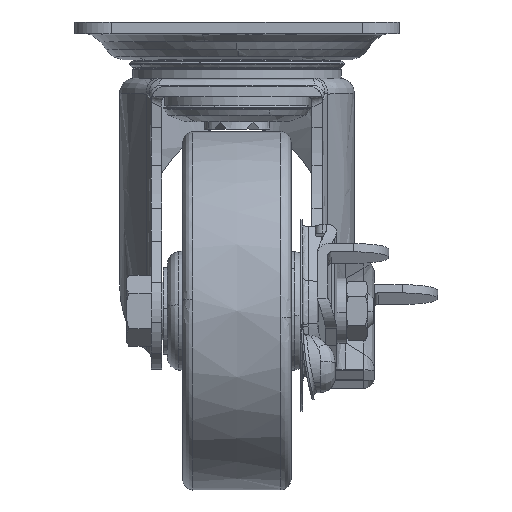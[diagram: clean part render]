
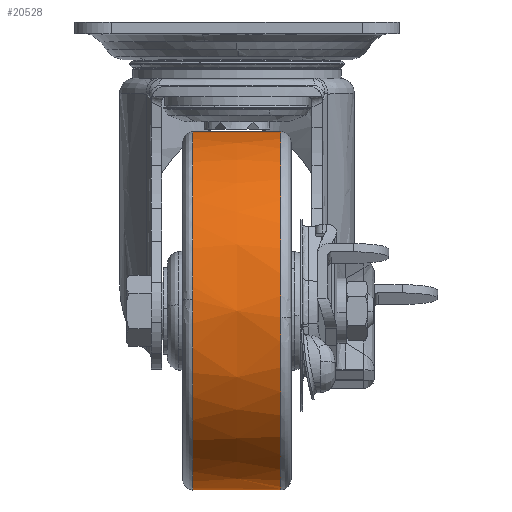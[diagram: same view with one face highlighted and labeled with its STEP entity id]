
A CAD part, left-side view. The second image highlights one B-rep face of the part: STEP entity #20528.
In plain terms, the highlighted free-form (B-spline) face has degree [2, 2] with [3, 7] control points.
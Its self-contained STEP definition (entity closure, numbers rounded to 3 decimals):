
#20239=CARTESIAN_POINT('',(-79.593,-12.183,-81.87));
#20240=VERTEX_POINT('',#20239);
#20254=CARTESIAN_POINT('',(-30.0,-12.183,-129.629));
#20255=VERTEX_POINT('',#20254);
#20256=CARTESIAN_POINT('',(-79.593,-12.183,-81.87));
#20257=CARTESIAN_POINT('',(-77.792,-12.183,-129.629));
#20258=CARTESIAN_POINT('',(-30.0,-12.183,-129.629));
#20266=(BOUNDED_CURVE()B_SPLINE_CURVE(2,(#20256,#20257,#20258),.UNSPECIFIED.,.F.,.U.)B_SPLINE_CURVE_WITH_KNOTS((3,3),(0.757,1.0),.UNSPECIFIED.)CURVE()GEOMETRIC_REPRESENTATION_ITEM()RATIONAL_B_SPLINE_CURVE((0.985,0.715,1.0))REPRESENTATION_ITEM(''));
#20267=EDGE_CURVE('',#20240,#20255,#20266,.T.);
#20335=CARTESIAN_POINT('',(-30.0,-12.183,-30.371));
#20336=VERTEX_POINT('',#20335);
#20350=CARTESIAN_POINT('',(-30.0,-12.183,-30.371));
#20351=CARTESIAN_POINT('',(-79.629,-12.183,-30.371));
#20352=CARTESIAN_POINT('',(-79.629,-12.183,-80.));
#20353=CARTESIAN_POINT('',(-79.629,-12.183,-80.936));
#20354=CARTESIAN_POINT('',(-79.593,-12.183,-81.87));
#20362=(BOUNDED_CURVE()B_SPLINE_CURVE(2,(#20350,#20351,#20352,#20353,#20354),.UNSPECIFIED.,.F.,.U.)B_SPLINE_CURVE_WITH_KNOTS((3,2,3),(0.5,0.75,0.757),.UNSPECIFIED.)CURVE()GEOMETRIC_REPRESENTATION_ITEM()RATIONAL_B_SPLINE_CURVE((1.0,0.707,1.0,0.992,0.985))REPRESENTATION_ITEM(''));
#20363=EDGE_CURVE('',#20336,#20240,#20362,.T.);
#20398=CARTESIAN_POINT('',(-30.0,12.183,-129.629));
#20399=VERTEX_POINT('',#20398);
#20400=CARTESIAN_POINT('',(-30.,-12.183,-129.629));
#20401=CARTESIAN_POINT('',(-30.0,0.,-130.372));
#20402=CARTESIAN_POINT('',(-30.0,12.183,-129.629));
#20410=(BOUNDED_CURVE()B_SPLINE_CURVE(2,(#20400,#20401,#20402),.UNSPECIFIED.,.F.,.U.)B_SPLINE_CURVE_WITH_KNOTS((3,3),(0.46,0.54),.UNSPECIFIED.)CURVE()GEOMETRIC_REPRESENTATION_ITEM()RATIONAL_B_SPLINE_CURVE((0.876,0.874,0.876))REPRESENTATION_ITEM(''));
#20411=EDGE_CURVE('',#20255,#20399,#20410,.T.);
#20428=CARTESIAN_POINT('',(-30.0,12.183,-30.371));
#20429=VERTEX_POINT('',#20428);
#20445=CARTESIAN_POINT('',(-30.0,-12.183,-30.371));
#20446=CARTESIAN_POINT('',(-30.,0.,-29.628));
#20447=CARTESIAN_POINT('',(-30.0,12.183,-30.371));
#20455=(BOUNDED_CURVE()B_SPLINE_CURVE(2,(#20445,#20446,#20447),.UNSPECIFIED.,.F.,.U.)B_SPLINE_CURVE_WITH_KNOTS((3,3),(0.46,0.54),.UNSPECIFIED.)CURVE()GEOMETRIC_REPRESENTATION_ITEM()RATIONAL_B_SPLINE_CURVE((0.876,0.874,0.876))REPRESENTATION_ITEM(''));
#20456=EDGE_CURVE('',#20336,#20429,#20455,.T.);
#20463=CARTESIAN_POINT('',(-28.615,-13.397,-30.449));
#20464=CARTESIAN_POINT('',(-28.59,0.,-29.55));
#20465=CARTESIAN_POINT('',(-28.615,13.397,-30.449));
#20466=CARTESIAN_POINT('',(-29.303,-13.397,-30.449));
#20467=CARTESIAN_POINT('',(-29.291,0.,-29.55));
#20468=CARTESIAN_POINT('',(-29.303,13.397,-30.449));
#20469=CARTESIAN_POINT('',(-79.551,-13.397,-30.449));
#20470=CARTESIAN_POINT('',(-80.45,0.,-29.55));
#20471=CARTESIAN_POINT('',(-79.551,13.397,-30.449));
#20472=CARTESIAN_POINT('',(-79.551,-13.397,-80.));
#20473=CARTESIAN_POINT('',(-80.45,0.,-80.));
#20474=CARTESIAN_POINT('',(-79.551,13.397,-80.));
#20475=CARTESIAN_POINT('',(-79.551,-13.397,-129.551));
#20476=CARTESIAN_POINT('',(-80.45,0.,-130.45));
#20477=CARTESIAN_POINT('',(-79.551,13.397,-129.551));
#20478=CARTESIAN_POINT('',(-29.303,-13.397,-129.551));
#20479=CARTESIAN_POINT('',(-29.291,0.,-130.45));
#20480=CARTESIAN_POINT('',(-29.303,13.397,-129.551));
#20481=CARTESIAN_POINT('',(-28.615,-13.397,-129.551));
#20482=CARTESIAN_POINT('',(-28.59,0.,-130.45));
#20483=CARTESIAN_POINT('',(-28.615,13.397,-129.551));
#20491=(BOUNDED_SURFACE()B_SPLINE_SURFACE(2,2,((#20463,#20466,#20469,#20472,#20475,#20478,#20481),(#20464,#20467,#20470,#20473,#20476,#20479,#20482),(#20465,#20468,#20471,#20474,#20477,#20480,#20483)),.UNSPECIFIED.,.F.,.F.,.U.)B_SPLINE_SURFACE_WITH_KNOTS((3,3),(3,1,2,1,3),(0.0,26.825),(0.0,1.657,84.5,167.342,168.999),.UNSPECIFIED.)GEOMETRIC_REPRESENTATION_ITEM()RATIONAL_B_SPLINE_SURFACE(((0.886,0.881,0.619,0.876,0.619,0.881,0.886),(0.884,0.879,0.618,0.874,0.618,0.879,0.884),(0.886,0.881,0.619,0.876,0.619,0.881,0.886)))REPRESENTATION_ITEM('')SURFACE());
#20492=ORIENTED_EDGE('',*,*,#20411,.F.);
#20493=ORIENTED_EDGE('',*,*,#20267,.F.);
#20494=ORIENTED_EDGE('',*,*,#20363,.F.);
#20495=ORIENTED_EDGE('',*,*,#20456,.T.);
#20496=CARTESIAN_POINT('',(-79.531,12.183,-76.884));
#20497=VERTEX_POINT('',#20496);
#20498=CARTESIAN_POINT('',(-30.0,12.183,-30.371));
#20499=CARTESIAN_POINT('',(-76.604,12.183,-30.371));
#20500=CARTESIAN_POINT('',(-79.531,12.183,-76.884));
#20508=(BOUNDED_CURVE()B_SPLINE_CURVE(2,(#20498,#20499,#20500),.UNSPECIFIED.,.F.,.U.)B_SPLINE_CURVE_WITH_KNOTS((3,3),(0.5,0.739),.UNSPECIFIED.)CURVE()GEOMETRIC_REPRESENTATION_ITEM()RATIONAL_B_SPLINE_CURVE((1.0,0.72,0.975))REPRESENTATION_ITEM(''));
#20509=EDGE_CURVE('',#20429,#20497,#20508,.T.);
#20510=ORIENTED_EDGE('',*,*,#20509,.T.);
#20511=CARTESIAN_POINT('',(-79.531,12.183,-76.884));
#20512=CARTESIAN_POINT('',(-79.629,12.183,-78.44));
#20513=CARTESIAN_POINT('',(-79.629,12.183,-80.));
#20514=CARTESIAN_POINT('',(-79.629,12.183,-129.629));
#20515=CARTESIAN_POINT('',(-30.0,12.183,-129.629));
#20523=(BOUNDED_CURVE()B_SPLINE_CURVE(2,(#20511,#20512,#20513,#20514,#20515),.UNSPECIFIED.,.F.,.U.)B_SPLINE_CURVE_WITH_KNOTS((3,2,3),(0.739,0.75,1.0),.UNSPECIFIED.)CURVE()GEOMETRIC_REPRESENTATION_ITEM()RATIONAL_B_SPLINE_CURVE((0.975,0.987,1.0,0.707,1.0))REPRESENTATION_ITEM(''));
#20524=EDGE_CURVE('',#20497,#20399,#20523,.T.);
#20525=ORIENTED_EDGE('',*,*,#20524,.T.);
#20526=EDGE_LOOP('',(#20492,#20493,#20494,#20495,#20510,#20525));
#20527=FACE_OUTER_BOUND('',#20526,.T.);
#20528=ADVANCED_FACE('',(#20527),#20491,.T.);
